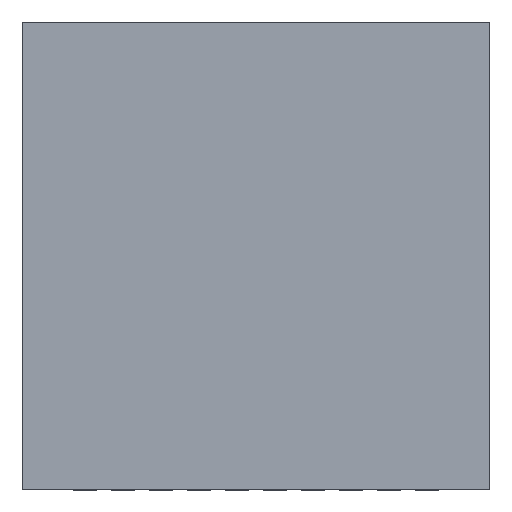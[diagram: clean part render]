
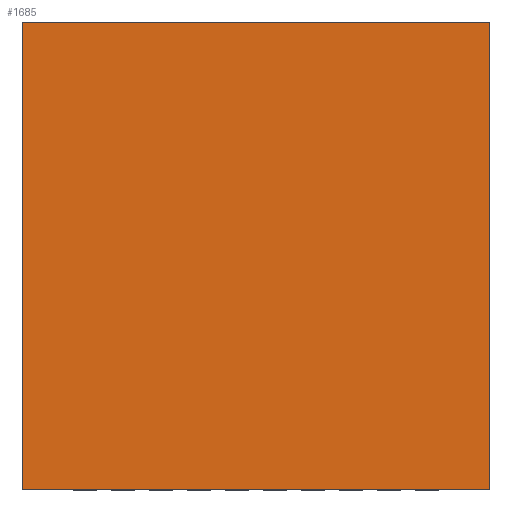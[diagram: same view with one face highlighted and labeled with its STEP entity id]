
A CAD part, top view. The second image highlights one B-rep face of the part: STEP entity #1685.
In plain terms, the highlighted planar face has unit normal (0, 0, -1).
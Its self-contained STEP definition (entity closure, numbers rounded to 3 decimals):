
#330 = VERTEX_POINT('',#331);
#331 = CARTESIAN_POINT('',(3.073,3.073,0.914));
#337 = EDGE_CURVE('',#338,#330,#340,.T.);
#338 = VERTEX_POINT('',#339);
#339 = CARTESIAN_POINT('',(-3.073,3.073,0.914));
#340 = LINE('',#341,#342);
#341 = CARTESIAN_POINT('',(-3.073,3.073,0.914));
#342 = VECTOR('',#343,1.);
#343 = DIRECTION('',(1.,0.,0.));
#1667 = EDGE_CURVE('',#338,#1668,#1670,.T.);
#1668 = VERTEX_POINT('',#1669);
#1669 = CARTESIAN_POINT('',(-3.073,-3.073,0.914));
#1670 = LINE('',#1671,#1672);
#1671 = CARTESIAN_POINT('',(-3.073,3.073,0.914));
#1672 = VECTOR('',#1673,1.);
#1673 = DIRECTION('',(0.,-1.,0.));
#1685 = ADVANCED_FACE('',(#1686),#1704,.T.);
#1686 = FACE_BOUND('',#1687,.T.);
#1687 = EDGE_LOOP('',(#1688,#1696,#1697,#1698));
#1688 = ORIENTED_EDGE('',*,*,#1689,.T.);
#1689 = EDGE_CURVE('',#1690,#1668,#1692,.T.);
#1690 = VERTEX_POINT('',#1691);
#1691 = CARTESIAN_POINT('',(3.073,-3.073,0.914));
#1692 = LINE('',#1693,#1694);
#1693 = CARTESIAN_POINT('',(3.073,-3.073,0.914));
#1694 = VECTOR('',#1695,1.);
#1695 = DIRECTION('',(-1.,0.,0.));
#1696 = ORIENTED_EDGE('',*,*,#1667,.F.);
#1697 = ORIENTED_EDGE('',*,*,#337,.T.);
#1698 = ORIENTED_EDGE('',*,*,#1699,.T.);
#1699 = EDGE_CURVE('',#330,#1690,#1700,.T.);
#1700 = LINE('',#1701,#1702);
#1701 = CARTESIAN_POINT('',(3.073,3.073,0.914));
#1702 = VECTOR('',#1703,1.);
#1703 = DIRECTION('',(0.,-1.,0.));
#1704 = PLANE('',#1705);
#1705 = AXIS2_PLACEMENT_3D('',#1706,#1707,#1708);
#1706 = CARTESIAN_POINT('',(-3.073,-3.073,0.914));
#1707 = DIRECTION('',(0.,0.,-1.));
#1708 = DIRECTION('',(0.,1.,0.));
